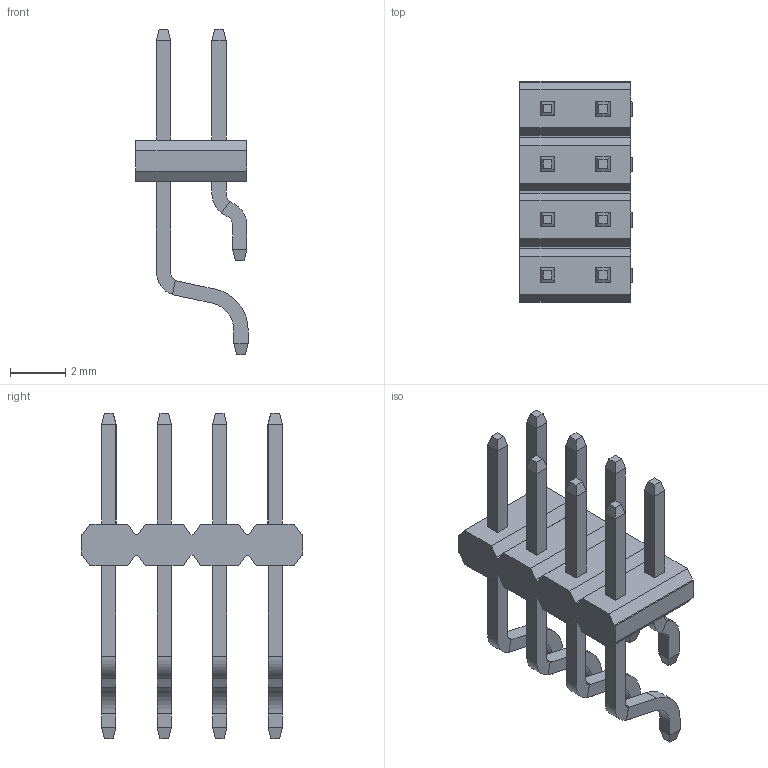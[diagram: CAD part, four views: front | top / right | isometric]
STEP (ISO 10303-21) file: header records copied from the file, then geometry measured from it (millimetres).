
FILE_DESCRIPTION((''),'2;1');
FILE_NAME('10112690-G03-04ULFC','2010-09-09T',('kayyappa'),('FCI - ELX Division'),'PRO/ENGINEER BY PARAMETRIC TECHNOLOGY CORPORATION, 2009400','PRO/ENGINEER BY PARAMETRIC TECHNOLOGY CORPORATION, 2009400','');
FILE_SCHEMA(('CONFIG_CONTROL_DESIGN'));
Length unit declared in the file: millimetre
Products named in the file (1): 10112690-G03-04ULFC
Bounding box: 4.05 x 8 x 11.75 mm (x, y, z)
Volume: 63.3 mm3; surface area: 257.6 mm2
Topology: 1 solids, 1 shells, 278 faces, 704 edges, 448 vertices
Faces by surface type: plane 238, cylinder 40
Entity records: 8214 total; most frequent: CARTESIAN_POINT 1430, ORIENTED_EDGE 1408, DIRECTION 1340, EDGE_CURVE 704, VECTOR 624, LINE 624, VERTEX_POINT 448, AXIS2_PLACEMENT_3D 358
